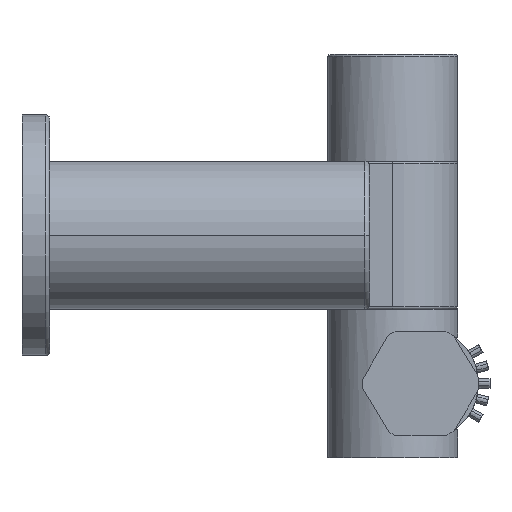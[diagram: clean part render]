
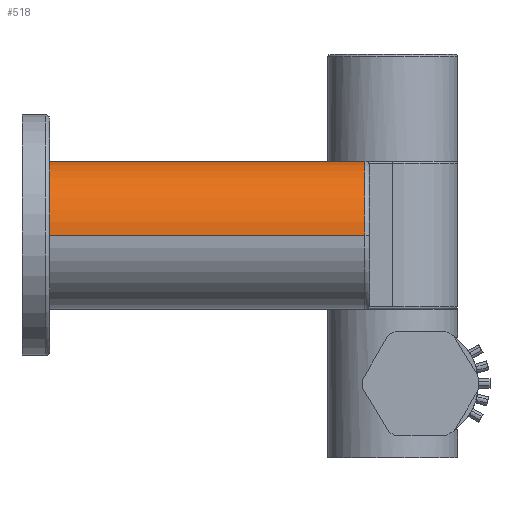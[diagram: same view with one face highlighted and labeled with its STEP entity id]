
A CAD part, front view. The second image highlights one B-rep face of the part: STEP entity #518.
In plain terms, the highlighted cylindrical face has radius 406.4 mm (diameter 812.8 mm), a partial arc.
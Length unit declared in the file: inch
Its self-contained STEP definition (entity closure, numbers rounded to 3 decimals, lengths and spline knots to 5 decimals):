
#277=CARTESIAN_POINT('',(65.6,-284.,0.));
#291=CARTESIAN_POINT('',(46.4,-284.,0.));
#293=DIRECTION('',(1.,0.,0.));
#294=VECTOR('',#293,74.);
#295=CARTESIAN_POINT('',(0.,-316.,0.));
#296=LINE('',#295,#294);
#302=CARTESIAN_POINT('',(46.4,-284.,0.));
#303=CARTESIAN_POINT('',(46.4,-284.,0.80375));
#304=CARTESIAN_POINT('',(46.58928,-284.11517,2.40837));
#305=CARTESIAN_POINT('',(47.60264,-284.70423,4.90407));
#306=CARTESIAN_POINT('',(49.22614,-285.54909,6.96345));
#307=CARTESIAN_POINT('',(51.28535,-286.41102,8.48681));
#308=CARTESIAN_POINT('',(53.58165,-287.04444,9.39748));
#309=CARTESIAN_POINT('',(56.0214,-287.27902,9.70283));
#310=CARTESIAN_POINT('',(58.44338,-287.03938,9.39108));
#311=CARTESIAN_POINT('',(60.75126,-286.39803,8.46586));
#312=CARTESIAN_POINT('',(62.78351,-285.54378,6.95222));
#313=CARTESIAN_POINT('',(64.40663,-284.69922,4.88738));
#314=CARTESIAN_POINT('',(65.40924,-284.11592,2.40844));
#315=CARTESIAN_POINT('',(65.6,-284.,0.80425));
#316=CARTESIAN_POINT('',(65.6,-284.,0.));
#318=DIRECTION('',(1.,0.,0.));
#319=VECTOR('',#318,8.4);
#320=CARTESIAN_POINT('',(65.6,-284.,0.));
#321=LINE('',#320,#319);
#322=CARTESIAN_POINT('',(74.,-300.,0.));
#323=DIRECTION('',(1.,0.,0.));
#324=DIRECTION('',(0.,1.,0.));
#325=AXIS2_PLACEMENT_3D('',#322,#323,#324);
#327=DIRECTION('',(1.,0.,0.));
#328=VECTOR('',#327,46.4);
#329=CARTESIAN_POINT('',(0.,-284.,0.));
#330=LINE('',#329,#328);
#356=CARTESIAN_POINT('',(0.,-300.,0.));
#357=DIRECTION('',(1.,0.,0.));
#358=DIRECTION('',(0.,1.,0.));
#359=AXIS2_PLACEMENT_3D('',#356,#357,#358);
#403=CARTESIAN_POINT('',(0.,-316.,0.));
#404=CARTESIAN_POINT('',(0.,-284.,0.));
#405=VERTEX_POINT('',#403);
#406=VERTEX_POINT('',#404);
#411=CARTESIAN_POINT('',(74.,-284.,0.));
#412=CARTESIAN_POINT('',(74.,-316.,0.));
#413=VERTEX_POINT('',#411);
#414=VERTEX_POINT('',#412);
#417=VERTEX_POINT('',#277);
#418=VERTEX_POINT('',#291);
#503=CARTESIAN_POINT('',(0.,-300.,0.));
#504=DIRECTION('',(1.,0.,0.));
#505=DIRECTION('',(0.,-1.,0.));
#506=AXIS2_PLACEMENT_3D('',#503,#504,#505);
#507=CYLINDRICAL_SURFACE('',#506,16.);
#508=ORIENTED_EDGE('',*,*,#428,.T.);
#509=ORIENTED_EDGE('',*,*,#498,.T.);
#511=ORIENTED_EDGE('',*,*,#510,.T.);
#512=ORIENTED_EDGE('',*,*,#494,.F.);
#514=ORIENTED_EDGE('',*,*,#513,.F.);
#515=ORIENTED_EDGE('',*,*,#490,.T.);
#516=EDGE_LOOP('',(#508,#509,#511,#512,#514,#515));
#517=FACE_OUTER_BOUND('',#516,.F.);
#518=ADVANCED_FACE('',(#517),#507,.T.);
#317=B_SPLINE_CURVE_WITH_KNOTS('',3,(#302,#303,#304,#305,#306,#307,#308,#309,
#310,#311,#312,#313,#314,#315,#316),.UNSPECIFIED.,.F.,.F.,(4,1,1,1,1,1,1,1,1,1,
1,1,4),(0.,0.08333,0.16667,0.25,0.33333,
0.41667,0.5,0.58333,0.66667,0.75,
0.83333,0.91667,1.),.UNSPECIFIED.);
#326=CIRCLE('',#325,16.);
#360=CIRCLE('',#359,16.);
#428=EDGE_CURVE('',#418,#417,#317,.T.);
#490=EDGE_CURVE('',#406,#418,#330,.T.);
#494=EDGE_CURVE('',#405,#414,#296,.T.);
#498=EDGE_CURVE('',#417,#413,#321,.T.);
#510=EDGE_CURVE('',#413,#414,#326,.T.);
#513=EDGE_CURVE('',#406,#405,#360,.T.);
